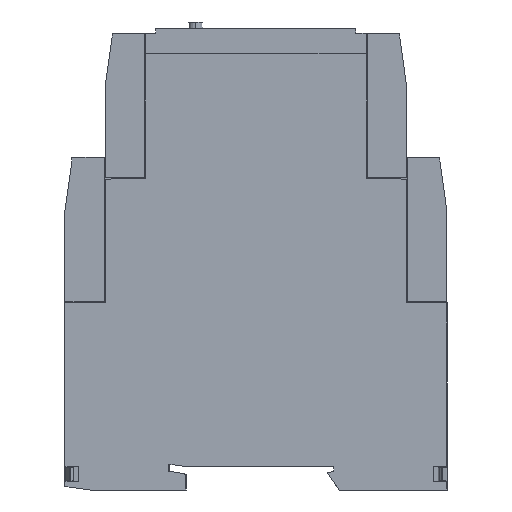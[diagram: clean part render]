
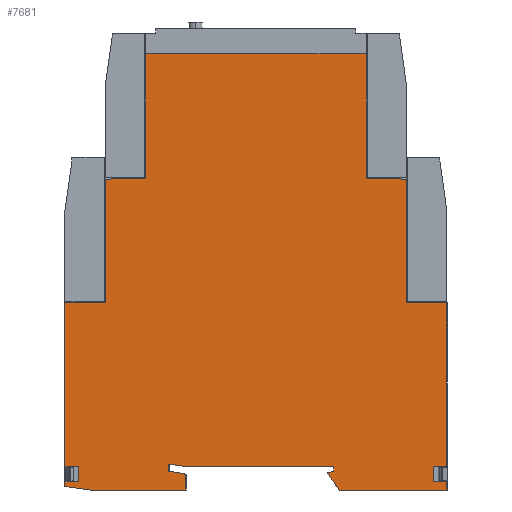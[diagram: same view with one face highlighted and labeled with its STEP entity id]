
A CAD part, left-side view. The second image highlights one B-rep face of the part: STEP entity #7681.
In plain terms, the highlighted planar face has unit normal (-1, 0, 0).
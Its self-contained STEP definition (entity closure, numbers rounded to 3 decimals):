
#7681=ADVANCED_FACE('',(#15685),#15686,.F.);
#15685=FACE_OUTER_BOUND('',#23737,.T.);
#15686=PLANE('',#23738);
#23737=EDGE_LOOP('',(#47759,#47760,#47761,#47762,#47763,#47764,#47765,#47766,#47767,#47768,#47769,#47770,#47771,#47772,#47773,#47774,#47775,#47776,#47777,#47778,#47779,#47780,#47781,#47782,#47783,#47784,#47785,#47786,#47787,#47788,#47789));
#23738=AXIS2_PLACEMENT_3D('',#47790,#47791,#47792);
#47759=ORIENTED_EDGE('',*,*,#57655,.F.);
#47760=ORIENTED_EDGE('',*,*,#57693,.F.);
#47761=ORIENTED_EDGE('',*,*,#57694,.F.);
#47762=ORIENTED_EDGE('',*,*,#57695,.F.);
#47763=ORIENTED_EDGE('',*,*,#57683,.F.);
#47764=ORIENTED_EDGE('',*,*,#57686,.F.);
#47765=ORIENTED_EDGE('',*,*,#57696,.F.);
#47766=ORIENTED_EDGE('',*,*,#57697,.T.);
#47767=ORIENTED_EDGE('',*,*,#57698,.T.);
#47768=ORIENTED_EDGE('',*,*,#57699,.T.);
#47769=ORIENTED_EDGE('',*,*,#57700,.F.);
#47770=ORIENTED_EDGE('',*,*,#50174,.F.);
#47771=ORIENTED_EDGE('',*,*,#57701,.F.);
#47772=ORIENTED_EDGE('',*,*,#57702,.F.);
#47773=ORIENTED_EDGE('',*,*,#57703,.F.);
#47774=ORIENTED_EDGE('',*,*,#57704,.F.);
#47775=ORIENTED_EDGE('',*,*,#57705,.F.);
#47776=ORIENTED_EDGE('',*,*,#57706,.F.);
#47777=ORIENTED_EDGE('',*,*,#57707,.F.);
#47778=ORIENTED_EDGE('',*,*,#53202,.F.);
#47779=ORIENTED_EDGE('',*,*,#57708,.F.);
#47780=ORIENTED_EDGE('',*,*,#57709,.T.);
#47781=ORIENTED_EDGE('',*,*,#57710,.T.);
#47782=ORIENTED_EDGE('',*,*,#57711,.T.);
#47783=ORIENTED_EDGE('',*,*,#57712,.F.);
#47784=ORIENTED_EDGE('',*,*,#57713,.F.);
#47785=ORIENTED_EDGE('',*,*,#57714,.F.);
#47786=ORIENTED_EDGE('',*,*,#57715,.F.);
#47787=ORIENTED_EDGE('',*,*,#57716,.F.);
#47788=ORIENTED_EDGE('',*,*,#57717,.F.);
#47789=ORIENTED_EDGE('',*,*,#57718,.F.);
#47790=CARTESIAN_POINT('',(0.0,43.075,43.271));
#47791=DIRECTION('',(1.0,0.0,0.0));
#47792=DIRECTION('',(0.0,0.0,-1.0));
#50174=EDGE_CURVE('',#60895,#60897,#60898,.T.);
#53202=EDGE_CURVE('',#65230,#65232,#65233,.T.);
#57655=EDGE_CURVE('',#71776,#71778,#71779,.T.);
#57683=EDGE_CURVE('',#71819,#71815,#71821,.T.);
#57686=EDGE_CURVE('',#71823,#71819,#71825,.T.);
#57693=EDGE_CURVE('',#71832,#71776,#71833,.T.);
#57694=EDGE_CURVE('',#71834,#71832,#71835,.T.);
#57695=EDGE_CURVE('',#71815,#71834,#71836,.T.);
#57696=EDGE_CURVE('',#71837,#71823,#71838,.T.);
#57697=EDGE_CURVE('',#71837,#71839,#71840,.T.);
#57698=EDGE_CURVE('',#71839,#71841,#71842,.T.);
#57699=EDGE_CURVE('',#71841,#71843,#71844,.T.);
#57700=EDGE_CURVE('',#60897,#71843,#71845,.T.);
#57701=EDGE_CURVE('',#71846,#60895,#71847,.T.);
#57702=EDGE_CURVE('',#71848,#71846,#71849,.T.);
#57703=EDGE_CURVE('',#71850,#71848,#71851,.T.);
#57704=EDGE_CURVE('',#71852,#71850,#71853,.T.);
#57705=EDGE_CURVE('',#71854,#71852,#71855,.T.);
#57706=EDGE_CURVE('',#71856,#71854,#71857,.T.);
#57707=EDGE_CURVE('',#65232,#71856,#71858,.T.);
#57708=EDGE_CURVE('',#71859,#65230,#71860,.T.);
#57709=EDGE_CURVE('',#71859,#71861,#71862,.T.);
#57710=EDGE_CURVE('',#71861,#71863,#71864,.T.);
#57711=EDGE_CURVE('',#71863,#71865,#71866,.T.);
#57712=EDGE_CURVE('',#71867,#71865,#71868,.T.);
#57713=EDGE_CURVE('',#71869,#71867,#71870,.T.);
#57714=EDGE_CURVE('',#71871,#71869,#71872,.T.);
#57715=EDGE_CURVE('',#71873,#71871,#71874,.T.);
#57716=EDGE_CURVE('',#71875,#71873,#71876,.T.);
#57717=EDGE_CURVE('',#71877,#71875,#71878,.T.);
#57718=EDGE_CURVE('',#71778,#71877,#71879,.T.);
#60895=VERTEX_POINT('',#76351);
#60897=VERTEX_POINT('',#76354);
#60898=LINE('',#76355,#76356);
#65230=VERTEX_POINT('',#82669);
#65232=VERTEX_POINT('',#82672);
#65233=LINE('',#82673,#82674);
#71776=VERTEX_POINT('',#93784);
#71778=VERTEX_POINT('',#93787);
#71779=LINE('',#93788,#93789);
#71815=VERTEX_POINT('',#93843);
#71819=VERTEX_POINT('',#93849);
#71821=LINE('',#93852,#93853);
#71823=VERTEX_POINT('',#93855);
#71825=LINE('',#93858,#93859);
#71832=VERTEX_POINT('',#93868);
#71833=LINE('',#93869,#93870);
#71834=VERTEX_POINT('',#93871);
#71835=LINE('',#93872,#93873);
#71836=LINE('',#93874,#93875);
#71837=VERTEX_POINT('',#93876);
#71838=LINE('',#93877,#93878);
#71839=VERTEX_POINT('',#93879);
#71840=LINE('',#93880,#93881);
#71841=VERTEX_POINT('',#93882);
#71842=LINE('',#93883,#93884);
#71843=VERTEX_POINT('',#93885);
#71844=LINE('',#93886,#93887);
#71845=LINE('',#93888,#93889);
#71846=VERTEX_POINT('',#93890);
#71847=LINE('',#93891,#93892);
#71848=VERTEX_POINT('',#93893);
#71849=LINE('',#93894,#93895);
#71850=VERTEX_POINT('',#93896);
#71851=LINE('',#93897,#93898);
#71852=VERTEX_POINT('',#93899);
#71853=LINE('',#93900,#93901);
#71854=VERTEX_POINT('',#93902);
#71855=LINE('',#93903,#93904);
#71856=VERTEX_POINT('',#93905);
#71857=LINE('',#93906,#93907);
#71858=LINE('',#93908,#93909);
#71859=VERTEX_POINT('',#93910);
#71860=LINE('',#93911,#93912);
#71861=VERTEX_POINT('',#93913);
#71862=LINE('',#93914,#93915);
#71863=VERTEX_POINT('',#93916);
#71864=LINE('',#93917,#93918);
#71865=VERTEX_POINT('',#93919);
#71866=LINE('',#93920,#93921);
#71867=VERTEX_POINT('',#93922);
#71868=LINE('',#93923,#93924);
#71869=VERTEX_POINT('',#93925);
#71870=LINE('',#93926,#93927);
#71871=VERTEX_POINT('',#93928);
#71872=LINE('',#93929,#93930);
#71873=VERTEX_POINT('',#93931);
#71874=LINE('',#93932,#93933);
#71875=VERTEX_POINT('',#93934);
#71876=CIRCLE('',#93935,45.43);
#71877=VERTEX_POINT('',#93936);
#71878=LINE('',#93937,#93938);
#71879=LINE('',#93939,#93940);
#76351=CARTESIAN_POINT('',(0.0,9.15,42.095));
#76354=CARTESIAN_POINT('',(0.0,0.05,41.936));
#76355=CARTESIAN_POINT('',(0.0,9.15,42.095));
#76356=VECTOR('',#96428,1.0);
#82669=CARTESIAN_POINT('',(0.0,85.65,41.936));
#82672=CARTESIAN_POINT('',(0.0,76.55,42.095));
#82673=CARTESIAN_POINT('',(0.0,85.65,41.936));
#82674=VECTOR('',#98915,1.0);
#93784=CARTESIAN_POINT('',(0.0,25.35,5.295));
#93787=CARTESIAN_POINT('',(0.0,58.85,5.295));
#93788=CARTESIAN_POINT('',(0.0,25.35,5.295));
#93789=VECTOR('',#102523,1.0);
#93843=CARTESIAN_POINT('',(0.,26.783,3.706));
#93849=CARTESIAN_POINT('',(0.0,24.188,0.0));
#93852=CARTESIAN_POINT('',(0.0,24.188,0.0));
#93853=VECTOR('',#102545,1.0);
#93855=CARTESIAN_POINT('',(0.0,0.05,0.0));
#93858=CARTESIAN_POINT('',(0.0,0.05,0.0));
#93859=VECTOR('',#102547,1.0);
#93868=CARTESIAN_POINT('',(0.0,25.35,4.195));
#93869=CARTESIAN_POINT('',(0.0,25.35,4.195));
#93870=VECTOR('',#102550,1.0);
#93871=CARTESIAN_POINT('',(0.0,26.741,3.822));
#93872=CARTESIAN_POINT('',(0.0,26.741,3.822));
#93873=VECTOR('',#102551,1.0);
#93874=CARTESIAN_POINT('',(0.0,26.783,3.706));
#93875=VECTOR('',#102552,1.0);
#93876=CARTESIAN_POINT('',(0.0,0.05,1.86));
#93877=CARTESIAN_POINT('',(0.0,0.05,41.936));
#93878=VECTOR('',#102553,1.0);
#93879=CARTESIAN_POINT('',(0.0,3.06,1.86));
#93880=CARTESIAN_POINT('',(0.0,22.315,1.86));
#93881=VECTOR('',#102554,1.0);
#93882=CARTESIAN_POINT('',(0.0,3.06,5.23));
#93883=CARTESIAN_POINT('',(0.0,3.06,23.408));
#93884=VECTOR('',#102555,1.0);
#93885=CARTESIAN_POINT('',(0.0,0.05,5.23));
#93886=CARTESIAN_POINT('',(0.0,22.315,5.23));
#93887=VECTOR('',#102556,1.0);
#93888=CARTESIAN_POINT('',(0.0,0.05,41.936));
#93889=VECTOR('',#102557,1.0);
#93890=CARTESIAN_POINT('',(0.0,9.15,69.688));
#93891=CARTESIAN_POINT('',(0.0,9.15,69.688));
#93892=VECTOR('',#102558,1.0);
#93893=CARTESIAN_POINT('',(0.0,18.15,69.845));
#93894=CARTESIAN_POINT('',(0.0,18.15,69.845));
#93895=VECTOR('',#102559,1.0);
#93896=CARTESIAN_POINT('',(0.0,18.15,97.781));
#93897=CARTESIAN_POINT('',(0.0,18.15,97.781));
#93898=VECTOR('',#102560,1.0);
#93899=CARTESIAN_POINT('',(0.0,67.55,97.781));
#93900=CARTESIAN_POINT('',(0.0,67.55,97.781));
#93901=VECTOR('',#102561,1.0);
#93902=CARTESIAN_POINT('',(0.0,67.55,69.845));
#93903=CARTESIAN_POINT('',(0.0,67.55,69.845));
#93904=VECTOR('',#102562,1.0);
#93905=CARTESIAN_POINT('',(0.0,76.55,69.688));
#93906=CARTESIAN_POINT('',(0.0,76.55,69.688));
#93907=VECTOR('',#102563,1.0);
#93908=CARTESIAN_POINT('',(0.0,76.55,42.095));
#93909=VECTOR('',#102564,1.0);
#93910=CARTESIAN_POINT('',(0.0,85.65,5.23));
#93911=CARTESIAN_POINT('',(0.0,85.65,0.8));
#93912=VECTOR('',#102565,1.0);
#93913=CARTESIAN_POINT('',(0.0,82.64,5.23));
#93914=CARTESIAN_POINT('',(0.0,63.61,5.23));
#93915=VECTOR('',#102566,1.0);
#93916=CARTESIAN_POINT('',(0.0,82.64,1.86));
#93917=CARTESIAN_POINT('',(0.0,82.64,23.408));
#93918=VECTOR('',#102567,1.0);
#93919=CARTESIAN_POINT('',(0.0,85.65,1.86));
#93920=CARTESIAN_POINT('',(0.0,63.61,1.86));
#93921=VECTOR('',#102568,1.0);
#93922=CARTESIAN_POINT('',(0.0,85.65,0.8));
#93923=CARTESIAN_POINT('',(0.0,85.65,0.8));
#93924=VECTOR('',#102569,1.0);
#93925=CARTESIAN_POINT('',(0.0,79.957,0.0));
#93926=CARTESIAN_POINT('',(0.0,79.957,0.0));
#93927=VECTOR('',#102570,1.0);
#93928=CARTESIAN_POINT('',(0.0,58.555,0.0));
#93929=CARTESIAN_POINT('',(0.0,58.555,0.0));
#93930=VECTOR('',#102571,1.0);
#93931=CARTESIAN_POINT('',(0.0,58.555,3.496));
#93932=CARTESIAN_POINT('',(0.0,58.555,3.496));
#93933=VECTOR('',#102572,1.0);
#93934=CARTESIAN_POINT('',(0.0,62.35,4.195));
#93935=AXIS2_PLACEMENT_3D('',#102573,#102574,#102575);
#93936=CARTESIAN_POINT('',(0.0,62.35,5.795));
#93937=CARTESIAN_POINT('',(0.0,62.35,5.795));
#93938=VECTOR('',#102576,1.0);
#93939=CARTESIAN_POINT('',(0.0,58.85,5.295));
#93940=VECTOR('',#102577,1.0);
#96428=DIRECTION('',(0.0,-1.,-0.017));
#98915=DIRECTION('',(0.0,-1.,0.017));
#102523=DIRECTION('',(0.0,1.0,0.0));
#102545=DIRECTION('',(0.0,0.574,0.819));
#102547=DIRECTION('',(0.0,1.0,0.0));
#102550=DIRECTION('',(0.0,0.0,1.0));
#102551=DIRECTION('',(0.0,-0.966,0.259));
#102552=DIRECTION('',(0.0,-0.342,0.94));
#102553=DIRECTION('',(0.0,0.0,-1.0));
#102554=DIRECTION('',(0.0,1.0,0.0));
#102555=DIRECTION('',(0.0,0.0,1.0));
#102556=DIRECTION('',(0.0,-1.0,0.0));
#102557=DIRECTION('',(0.0,0.0,-1.0));
#102558=DIRECTION('',(0.0,0.0,-1.0));
#102559=DIRECTION('',(0.0,-1.,-0.017));
#102560=DIRECTION('',(0.0,0.0,-1.0));
#102561=DIRECTION('',(0.0,-1.0,0.0));
#102562=DIRECTION('',(0.0,0.0,1.0));
#102563=DIRECTION('',(0.0,-1.,0.017));
#102564=DIRECTION('',(0.0,0.0,1.0));
#102565=DIRECTION('',(0.0,0.0,1.0));
#102566=DIRECTION('',(0.0,-1.0,0.0));
#102567=DIRECTION('',(0.0,0.0,-1.0));
#102568=DIRECTION('',(0.0,1.0,0.0));
#102569=DIRECTION('',(0.0,0.0,1.0));
#102570=DIRECTION('',(0.0,0.99,0.139));
#102571=DIRECTION('',(0.0,1.0,0.0));
#102572=DIRECTION('',(0.0,0.,-1.));
#102573=CARTESIAN_POINT('',(0.0,68.673,-40.793));
#102574=DIRECTION('',(1.0,0.0,0.0));
#102575=DIRECTION('',(0.0,-0.139,0.99));
#102576=DIRECTION('',(0.0,0.0,-1.0));
#102577=DIRECTION('',(0.0,0.99,0.141));
